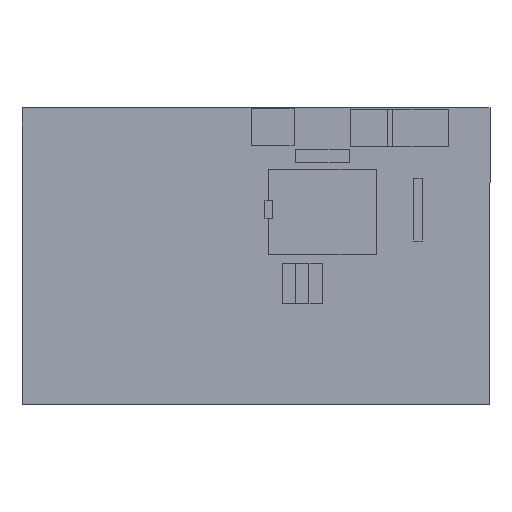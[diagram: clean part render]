
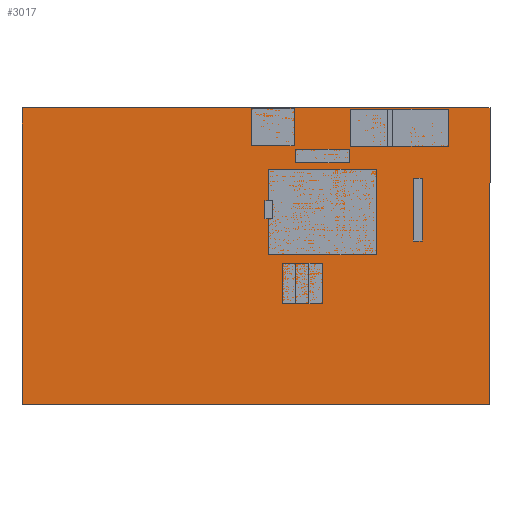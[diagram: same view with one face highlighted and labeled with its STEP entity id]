
A CAD part, top view. The second image highlights one B-rep face of the part: STEP entity #3017.
In plain terms, the highlighted planar face has unit normal (0, 0, 1).
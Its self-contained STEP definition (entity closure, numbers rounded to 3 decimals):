
#310=PLANE('',#3455);
#452=FACE_OUTER_BOUND('',#762,.T.);
#762=EDGE_LOOP('',(#2688,#2689,#2690,#2691));
#950=LINE('',#5104,#1146);
#953=LINE('',#5110,#1149);
#956=LINE('',#5116,#1152);
#959=LINE('',#5120,#1155);
#1146=VECTOR('',#4304,10.);
#1149=VECTOR('',#4309,10.);
#1152=VECTOR('',#4314,10.);
#1155=VECTOR('',#4319,10.);
#1574=VERTEX_POINT('',#5101);
#1575=VERTEX_POINT('',#5103);
#1577=VERTEX_POINT('',#5109);
#1579=VERTEX_POINT('',#5115);
#1942=EDGE_CURVE('',#1575,#1574,#950,.T.);
#1945=EDGE_CURVE('',#1577,#1575,#953,.T.);
#1948=EDGE_CURVE('',#1579,#1577,#956,.T.);
#1951=EDGE_CURVE('',#1574,#1579,#959,.T.);
#2688=ORIENTED_EDGE('',*,*,#1951,.T.);
#2689=ORIENTED_EDGE('',*,*,#1948,.T.);
#2690=ORIENTED_EDGE('',*,*,#1945,.T.);
#2691=ORIENTED_EDGE('',*,*,#1942,.T.);
#3017=ADVANCED_FACE('',(#452),#310,.T.);
#3455=AXIS2_PLACEMENT_3D('',#5121,#4320,#4321);
#4304=DIRECTION('',(-1.,0.,0.));
#4309=DIRECTION('',(0.,1.,0.));
#4314=DIRECTION('',(1.,0.,0.));
#4319=DIRECTION('',(0.,-1.,0.));
#4320=DIRECTION('center_axis',(0.,0.,1.));
#4321=DIRECTION('ref_axis',(1.,0.,0.));
#5101=CARTESIAN_POINT('',(-43.5,28.,0.1));
#5103=CARTESIAN_POINT('',(45.,28.,0.1));
#5104=CARTESIAN_POINT('',(45.,28.,0.1));
#5109=CARTESIAN_POINT('',(45.,-28.,0.1));
#5110=CARTESIAN_POINT('',(45.,-28.,0.1));
#5115=CARTESIAN_POINT('',(-43.5,-28.,0.1));
#5116=CARTESIAN_POINT('',(-43.5,-28.,0.1));
#5120=CARTESIAN_POINT('',(-43.5,28.,0.1));
#5121=CARTESIAN_POINT('Origin',(0.75,0.,0.1));
